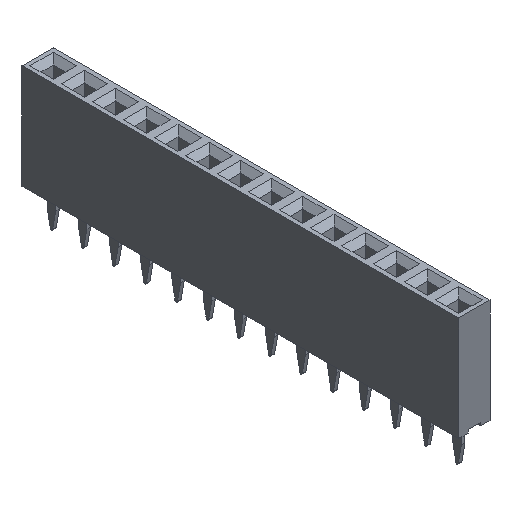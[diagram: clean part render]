
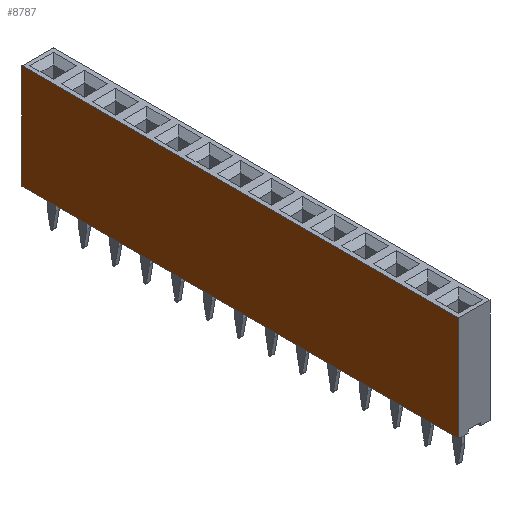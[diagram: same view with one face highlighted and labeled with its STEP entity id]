
A CAD part, isometric view. The second image highlights one B-rep face of the part: STEP entity #8787.
In plain terms, the highlighted planar face has unit normal (-1, 0, 0).
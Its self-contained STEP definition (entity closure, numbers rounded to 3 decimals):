
#6888 = VERTEX_POINT('',#6889);
#6889 = CARTESIAN_POINT('',(-1.27,1.27,8.5));
#6898 = PLANE('',#6899);
#6899 = AXIS2_PLACEMENT_3D('',#6900,#6901,#6902);
#6900 = CARTESIAN_POINT('',(0.,-16.51,8.5));
#6901 = DIRECTION('',(0.,0.,1.));
#6902 = DIRECTION('',(1.,0.,0.));
#6910 = PLANE('',#6911);
#6911 = AXIS2_PLACEMENT_3D('',#6912,#6913,#6914);
#6912 = CARTESIAN_POINT('',(-1.27,1.27,0.));
#6913 = DIRECTION('',(0.,1.,0.));
#6914 = DIRECTION('',(1.,0.,0.));
#6922 = EDGE_CURVE('',#6923,#6888,#6925,.T.);
#6923 = VERTEX_POINT('',#6924);
#6924 = CARTESIAN_POINT('',(-1.27,-34.29,8.5));
#6925 = SURFACE_CURVE('',#6926,(#6930,#6937),.PCURVE_S1.);
#6926 = LINE('',#6927,#6928);
#6927 = CARTESIAN_POINT('',(-1.27,-34.29,8.5));
#6928 = VECTOR('',#6929,1.);
#6929 = DIRECTION('',(0.,1.,0.));
#6930 = PCURVE('',#6898,#6931);
#6931 = DEFINITIONAL_REPRESENTATION('',(#6932),#6936);
#6932 = LINE('',#6933,#6934);
#6933 = CARTESIAN_POINT('',(-1.27,-17.78));
#6934 = VECTOR('',#6935,1.);
#6935 = DIRECTION('',(0.,1.));
#6936 = ( GEOMETRIC_REPRESENTATION_CONTEXT(2) 
PARAMETRIC_REPRESENTATION_CONTEXT() REPRESENTATION_CONTEXT('2D SPACE',''
  ) );
#6937 = PCURVE('',#6938,#6943);
#6938 = PLANE('',#6939);
#6939 = AXIS2_PLACEMENT_3D('',#6940,#6941,#6942);
#6940 = CARTESIAN_POINT('',(-1.27,-34.29,0.));
#6941 = DIRECTION('',(-1.,0.,0.));
#6942 = DIRECTION('',(0.,1.,0.));
#6943 = DEFINITIONAL_REPRESENTATION('',(#6944),#6948);
#6944 = LINE('',#6945,#6946);
#6945 = CARTESIAN_POINT('',(0.,-8.5));
#6946 = VECTOR('',#6947,1.);
#6947 = DIRECTION('',(1.,0.));
#6948 = ( GEOMETRIC_REPRESENTATION_CONTEXT(2) 
PARAMETRIC_REPRESENTATION_CONTEXT() REPRESENTATION_CONTEXT('2D SPACE',''
  ) );
#6966 = PLANE('',#6967);
#6967 = AXIS2_PLACEMENT_3D('',#6968,#6969,#6970);
#6968 = CARTESIAN_POINT('',(1.27,-34.29,0.));
#6969 = DIRECTION('',(0.,-1.,0.));
#6970 = DIRECTION('',(-1.,0.,0.));
#8604 = VERTEX_POINT('',#8605);
#8605 = CARTESIAN_POINT('',(-1.27,1.27,0.));
#8621 = PLANE('',#8622);
#8622 = AXIS2_PLACEMENT_3D('',#8623,#8624,#8625);
#8623 = CARTESIAN_POINT('',(0.,-16.51,0.));
#8624 = DIRECTION('',(0.,0.,1.));
#8625 = DIRECTION('',(1.,0.,0.));
#8633 = EDGE_CURVE('',#8604,#6888,#8634,.T.);
#8634 = SURFACE_CURVE('',#8635,(#8639,#8646),.PCURVE_S1.);
#8635 = LINE('',#8636,#8637);
#8636 = CARTESIAN_POINT('',(-1.27,1.27,0.));
#8637 = VECTOR('',#8638,1.);
#8638 = DIRECTION('',(0.,0.,1.));
#8639 = PCURVE('',#6910,#8640);
#8640 = DEFINITIONAL_REPRESENTATION('',(#8641),#8645);
#8641 = LINE('',#8642,#8643);
#8642 = CARTESIAN_POINT('',(0.,0.));
#8643 = VECTOR('',#8644,1.);
#8644 = DIRECTION('',(0.,-1.));
#8645 = ( GEOMETRIC_REPRESENTATION_CONTEXT(2) 
PARAMETRIC_REPRESENTATION_CONTEXT() REPRESENTATION_CONTEXT('2D SPACE',''
  ) );
#8646 = PCURVE('',#6938,#8647);
#8647 = DEFINITIONAL_REPRESENTATION('',(#8648),#8652);
#8648 = LINE('',#8649,#8650);
#8649 = CARTESIAN_POINT('',(35.56,0.));
#8650 = VECTOR('',#8651,1.);
#8651 = DIRECTION('',(0.,-1.));
#8652 = ( GEOMETRIC_REPRESENTATION_CONTEXT(2) 
PARAMETRIC_REPRESENTATION_CONTEXT() REPRESENTATION_CONTEXT('2D SPACE',''
  ) );
#8787 = ADVANCED_FACE('',(#8788),#6938,.T.);
#8788 = FACE_BOUND('',#8789,.T.);
#8789 = EDGE_LOOP('',(#8790,#8813,#8814,#8815));
#8790 = ORIENTED_EDGE('',*,*,#8791,.T.);
#8791 = EDGE_CURVE('',#8792,#6923,#8794,.T.);
#8792 = VERTEX_POINT('',#8793);
#8793 = CARTESIAN_POINT('',(-1.27,-34.29,0.));
#8794 = SURFACE_CURVE('',#8795,(#8799,#8806),.PCURVE_S1.);
#8795 = LINE('',#8796,#8797);
#8796 = CARTESIAN_POINT('',(-1.27,-34.29,0.));
#8797 = VECTOR('',#8798,1.);
#8798 = DIRECTION('',(0.,0.,1.));
#8799 = PCURVE('',#6938,#8800);
#8800 = DEFINITIONAL_REPRESENTATION('',(#8801),#8805);
#8801 = LINE('',#8802,#8803);
#8802 = CARTESIAN_POINT('',(0.,0.));
#8803 = VECTOR('',#8804,1.);
#8804 = DIRECTION('',(0.,-1.));
#8805 = ( GEOMETRIC_REPRESENTATION_CONTEXT(2) 
PARAMETRIC_REPRESENTATION_CONTEXT() REPRESENTATION_CONTEXT('2D SPACE',''
  ) );
#8806 = PCURVE('',#6966,#8807);
#8807 = DEFINITIONAL_REPRESENTATION('',(#8808),#8812);
#8808 = LINE('',#8809,#8810);
#8809 = CARTESIAN_POINT('',(2.54,0.));
#8810 = VECTOR('',#8811,1.);
#8811 = DIRECTION('',(0.,-1.));
#8812 = ( GEOMETRIC_REPRESENTATION_CONTEXT(2) 
PARAMETRIC_REPRESENTATION_CONTEXT() REPRESENTATION_CONTEXT('2D SPACE',''
  ) );
#8813 = ORIENTED_EDGE('',*,*,#6922,.T.);
#8814 = ORIENTED_EDGE('',*,*,#8633,.F.);
#8815 = ORIENTED_EDGE('',*,*,#8816,.F.);
#8816 = EDGE_CURVE('',#8792,#8604,#8817,.T.);
#8817 = SURFACE_CURVE('',#8818,(#8822,#8829),.PCURVE_S1.);
#8818 = LINE('',#8819,#8820);
#8819 = CARTESIAN_POINT('',(-1.27,-34.29,0.));
#8820 = VECTOR('',#8821,1.);
#8821 = DIRECTION('',(0.,1.,0.));
#8822 = PCURVE('',#6938,#8823);
#8823 = DEFINITIONAL_REPRESENTATION('',(#8824),#8828);
#8824 = LINE('',#8825,#8826);
#8825 = CARTESIAN_POINT('',(0.,0.));
#8826 = VECTOR('',#8827,1.);
#8827 = DIRECTION('',(1.,0.));
#8828 = ( GEOMETRIC_REPRESENTATION_CONTEXT(2) 
PARAMETRIC_REPRESENTATION_CONTEXT() REPRESENTATION_CONTEXT('2D SPACE',''
  ) );
#8829 = PCURVE('',#8621,#8830);
#8830 = DEFINITIONAL_REPRESENTATION('',(#8831),#8835);
#8831 = LINE('',#8832,#8833);
#8832 = CARTESIAN_POINT('',(-1.27,-17.78));
#8833 = VECTOR('',#8834,1.);
#8834 = DIRECTION('',(0.,1.));
#8835 = ( GEOMETRIC_REPRESENTATION_CONTEXT(2) 
PARAMETRIC_REPRESENTATION_CONTEXT() REPRESENTATION_CONTEXT('2D SPACE',''
  ) );
